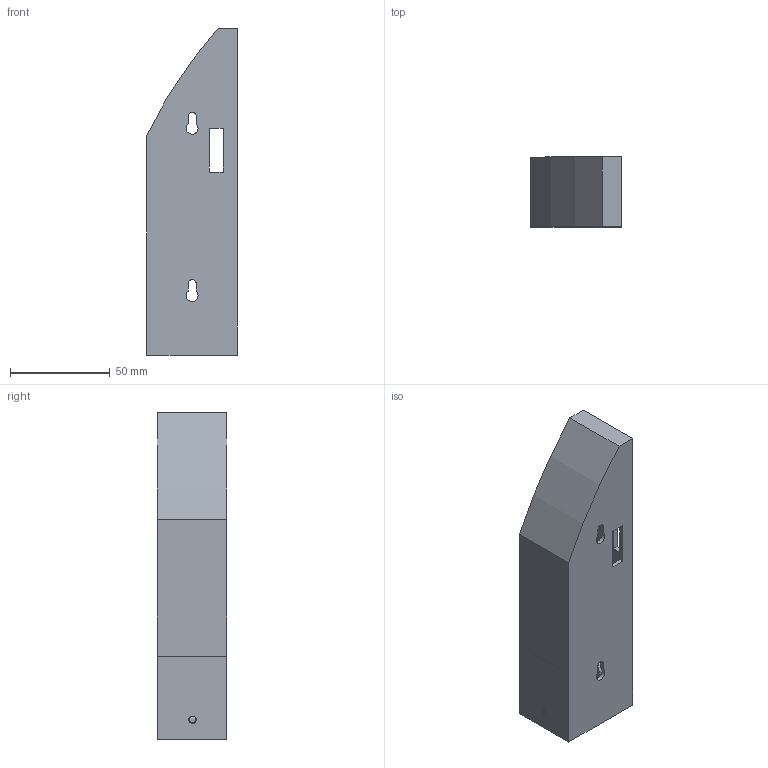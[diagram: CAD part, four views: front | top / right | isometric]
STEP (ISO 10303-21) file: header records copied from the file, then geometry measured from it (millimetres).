
FILE_DESCRIPTION(/* description */ (''),/* implementation_level */ '2;1');
FILE_NAME(/* name */ 'F18 IRCool enclosure v8.step',/* time_stamp */ '2025-10-02T23:09:27+08:00',/* author */ (''),/* organization */ (''),/* preprocessor_version */ 'ST-DEVELOPER v20.1',/* originating_system */ 'Autodesk Translation Framework v14.17.0.0',/* authorisation */ '');
FILE_SCHEMA (('AUTOMOTIVE_DESIGN { 1 0 10303 214 3 1 1 }'));
Length unit declared in the file: millimetre
Products named in the file (1): IRCool enclosure
Bounding box: 45.43 x 35 x 164 mm (x, y, z)
Volume: 48834.7 mm3; surface area: 42637.6 mm2
Topology: 1 solids, 1 shells, 166 faces, 465 edges, 310 vertices
Faces by surface type: cylinder 101, plane 53, bspline 8, cone 4
Full cylindrical faces by diameter (mm): 3.332 x23, 4.109 x11, 10 x1, 12 x2
Entity records: 10679 total; most frequent: CARTESIAN_POINT 6794, ORIENTED_EDGE 930, DIRECTION 607, EDGE_CURVE 465, VERTEX_POINT 310, LINE 203, VECTOR 203, AXIS2_PLACEMENT_3D 202
